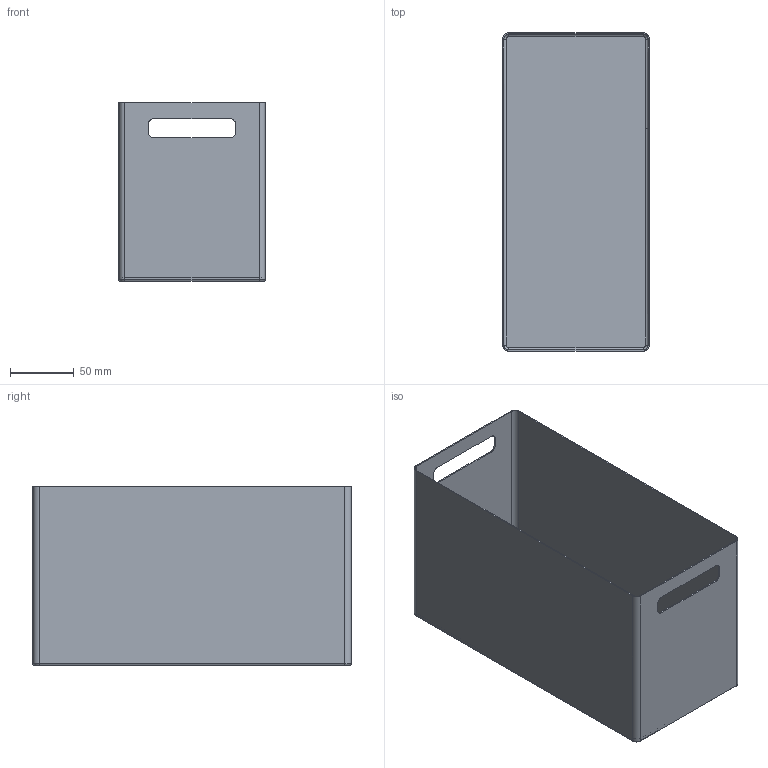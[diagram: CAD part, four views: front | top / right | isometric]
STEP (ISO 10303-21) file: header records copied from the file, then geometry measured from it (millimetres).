
FILE_DESCRIPTION(('FreeCAD Model'),'2;1');
FILE_NAME('Open CASCADE Shape Model','2024-01-26T17:35:15',('Author'),( ''),'Open CASCADE STEP processor 7.6','Ondsel','Unknown');
FILE_SCHEMA(('AUTOMOTIVE_DESIGN { 1 0 10303 214 1 1 1 1 }'));
Length unit declared in the file: millimetre
Products named in the file (2): sContainer1-B-1; Part1
Assembly tree (1 placements, depth 2):
  sContainer1-B-1
    Part1
Bounding box: 115 x 250 x 140 mm (x, y, z)
Volume: 121542.5 mm3; surface area: 253354.7 mm2
Topology: 1 solids, 1 shells, 52 faces, 132 edges, 83 vertices
Faces by surface type: bspline 44, extrusion 8
Entity records: 1765 total; most frequent: CARTESIAN_POINT 931, ORIENTED_EDGE 264, EDGE_CURVE 132, VERTEX_POINT 83, B_SPLINE_CURVE_WITH_KNOTS 80, FACE_BOUND 57, EDGE_LOOP 57, ADVANCED_FACE 52
